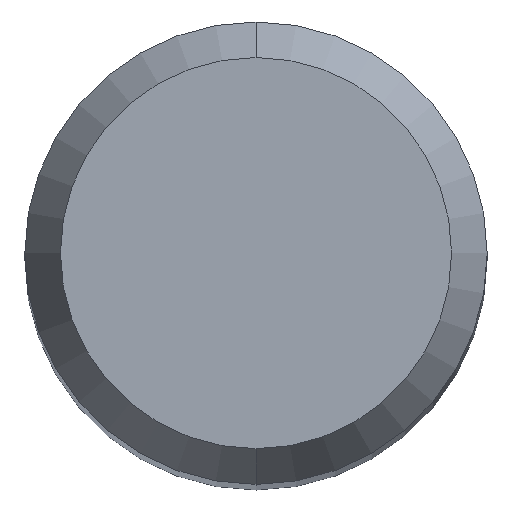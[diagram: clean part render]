
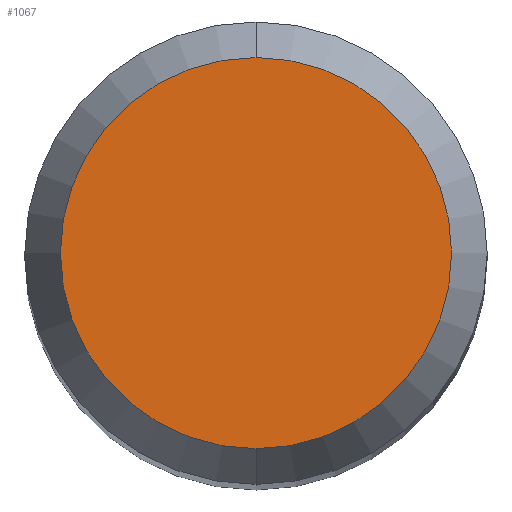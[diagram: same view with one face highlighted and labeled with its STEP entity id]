
A CAD part, top view. The second image highlights one B-rep face of the part: STEP entity #1067.
In plain terms, the highlighted planar face has unit normal (0, 0, 1).
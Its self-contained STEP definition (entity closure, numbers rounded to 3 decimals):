
#561=VERTEX_POINT('',#1314);
#639=EDGE_CURVE('',#561,#759,#1397,.T.);
#759=VERTEX_POINT('',#1526);
#993=EDGE_CURVE('',#759,#561,#1782,.T.);
#1067=ADVANCED_FACE('',(#1865),#1866,.T.);
#1314=CARTESIAN_POINT('',(0.0,2.538,0.0));
#1397=CIRCLE('',#3174,2.538);
#1526=CARTESIAN_POINT('',(0.,-2.538,0.0));
#1782=CIRCLE('',#6955,2.538);
#1865=FACE_OUTER_BOUND('',#7550,.T.);
#1866=PLANE('',#7551);
#3174=AXIS2_PLACEMENT_3D('',#8520,#8521,#8522);
#6955=AXIS2_PLACEMENT_3D('',#8905,#8906,#8907);
#7550=EDGE_LOOP('',(#9012,#9013));
#7551=AXIS2_PLACEMENT_3D('',#9014,#9015,#9016);
#8520=CARTESIAN_POINT('',(0.0,0.0,0.0));
#8521=DIRECTION('',(0.0,0.0,-1.0));
#8522=DIRECTION('',(0.0,1.0,0.0));
#8905=CARTESIAN_POINT('',(0.0,0.0,0.0));
#8906=DIRECTION('',(0.0,0.0,-1.0));
#8907=DIRECTION('',(0.0,1.0,0.0));
#9012=ORIENTED_EDGE('',*,*,#639,.F.);
#9013=ORIENTED_EDGE('',*,*,#993,.F.);
#9014=CARTESIAN_POINT('',(0.0,1.269,0.0));
#9015=DIRECTION('',(-0.0,0.0,1.0));
#9016=DIRECTION('',(0.0,-1.0,0.0));
